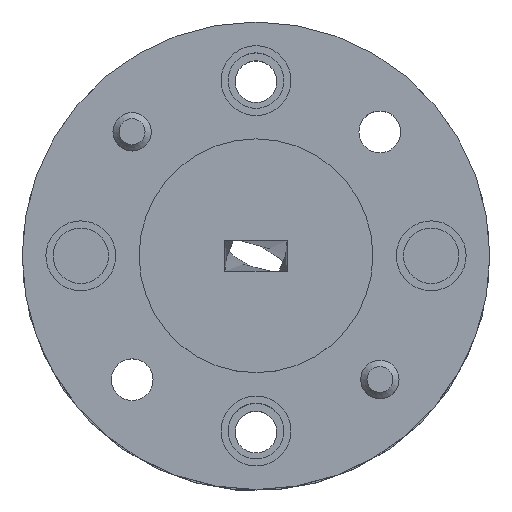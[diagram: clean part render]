
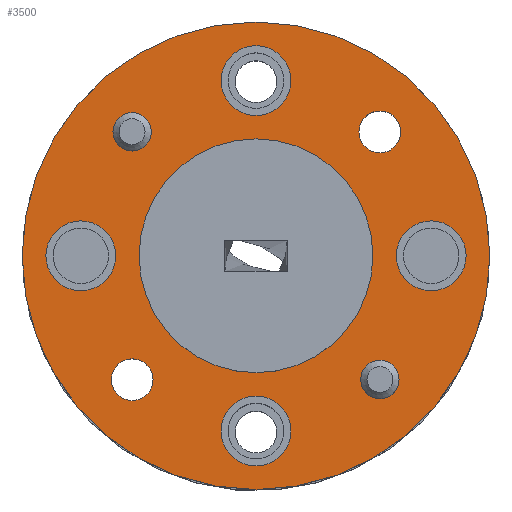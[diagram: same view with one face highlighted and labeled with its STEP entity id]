
A CAD part, top view. The second image highlights one B-rep face of the part: STEP entity #3500.
In plain terms, the highlighted planar face has unit normal (0, 0, 1).
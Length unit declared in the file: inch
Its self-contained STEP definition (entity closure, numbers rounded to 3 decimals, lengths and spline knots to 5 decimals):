
#4 = CIRCLE ( 'NONE', #899, 0.056 ) ;
#7 = CIRCLE ( 'NONE', #1997, 0.1875 ) ;
#39 = DIRECTION ( 'NONE',  ( 0., 0., 1. ) ) ;
#59 = AXIS2_PLACEMENT_3D ( 'NONE', #1353, #3285, #1645 ) ;
#85 = EDGE_LOOP ( 'NONE', ( #1521 ) ) ;
#100 = VERTEX_POINT ( 'NONE', #3101 ) ;
#156 = CARTESIAN_POINT ( 'NONE',  ( 0.22945, -0.1987, 0. ) ) ;
#206 = ORIENTED_EDGE ( 'NONE', *, *, #249, .F. ) ;
#232 = FACE_BOUND ( 'NONE', #1333, .T. ) ;
#249 = EDGE_CURVE ( 'NONE', #3239, #3239, #714, .T. ) ;
#287 = DIRECTION ( 'NONE',  ( 1., 0., 0. ) ) ;
#340 = DIRECTION ( 'NONE',  ( 1., 0., 0. ) ) ;
#428 = VERTEX_POINT ( 'NONE', #156 ) ;
#481 = EDGE_CURVE ( 'NONE', #607, #607, #2383, .T. ) ;
#492 = ORIENTED_EDGE ( 'NONE', *, *, #2258, .F. ) ;
#524 = EDGE_CURVE ( 'NONE', #1496, #1496, #592, .T. ) ;
#539 = CIRCLE ( 'NONE', #1749, 0.056 ) ;
#540 = FACE_BOUND ( 'NONE', #795, .T. ) ;
#592 = CIRCLE ( 'NONE', #1296, 0.375 ) ;
#607 = VERTEX_POINT ( 'NONE', #1702 ) ;
#634 = EDGE_CURVE ( 'NONE', #3120, #3120, #539, .T. ) ;
#647 = CARTESIAN_POINT ( 'NONE',  ( 0.056, -0.281, 0. ) ) ;
#682 = DIRECTION ( 'NONE',  ( 1., 0., 0. ) ) ;
#714 = CIRCLE ( 'NONE', #2310, 0.056 ) ;
#735 = EDGE_CURVE ( 'NONE', #2795, #2795, #2604, .T. ) ;
#795 = EDGE_LOOP ( 'NONE', ( #2786 ) ) ;
#835 = AXIS2_PLACEMENT_3D ( 'NONE', #3405, #3436, #682 ) ;
#891 = CIRCLE ( 'NONE', #835, 0.056 ) ;
#899 = AXIS2_PLACEMENT_3D ( 'NONE', #2466, #39, #1114 ) ;
#966 = CARTESIAN_POINT ( 'NONE',  ( 0.375, 0., 0. ) ) ;
#1029 = DIRECTION ( 'NONE',  ( 0., 0., 1. ) ) ;
#1058 = FACE_BOUND ( 'NONE', #2089, .T. ) ;
#1095 = ORIENTED_EDGE ( 'NONE', *, *, #1783, .F. ) ;
#1098 = DIRECTION ( 'NONE',  ( 1., 0., 0. ) ) ;
#1114 = DIRECTION ( 'NONE',  ( 1., 0., 0. ) ) ;
#1150 = DIRECTION ( 'NONE',  ( 1., 0., 0. ) ) ;
#1243 = CARTESIAN_POINT ( 'NONE',  ( 0.2322, 0.1987, 0. ) ) ;
#1296 = AXIS2_PLACEMENT_3D ( 'NONE', #3178, #1845, #1765 ) ;
#1333 = EDGE_LOOP ( 'NONE', ( #3262 ) ) ;
#1353 = CARTESIAN_POINT ( 'NONE',  ( 0., 0., 0. ) ) ;
#1376 = EDGE_LOOP ( 'NONE', ( #3003 ) ) ;
#1400 = EDGE_CURVE ( 'NONE', #100, #100, #891, .T. ) ;
#1445 = EDGE_LOOP ( 'NONE', ( #2433 ) ) ;
#1496 = VERTEX_POINT ( 'NONE', #966 ) ;
#1514 = VERTEX_POINT ( 'NONE', #2600 ) ;
#1521 = ORIENTED_EDGE ( 'NONE', *, *, #1400, .F. ) ;
#1540 = CARTESIAN_POINT ( 'NONE',  ( 0.1987, 0.1987, 0. ) ) ;
#1623 = EDGE_CURVE ( 'NONE', #2952, #2952, #1755, .T. ) ;
#1630 = EDGE_LOOP ( 'NONE', ( #2471 ) ) ;
#1645 = DIRECTION ( 'NONE',  ( 1., 0., 0. ) ) ;
#1657 = FACE_BOUND ( 'NONE', #1376, .T. ) ;
#1702 = CARTESIAN_POINT ( 'NONE',  ( -0.16795, 0.1987, 0. ) ) ;
#1741 = CARTESIAN_POINT ( 'NONE',  ( -0.1987, 0.1987, 0. ) ) ;
#1749 = AXIS2_PLACEMENT_3D ( 'NONE', #2453, #2950, #1098 ) ;
#1755 = CIRCLE ( 'NONE', #1881, 0.0335 ) ;
#1765 = DIRECTION ( 'NONE',  ( 1., 0., 0. ) ) ;
#1766 = DIRECTION ( 'NONE',  ( 1., 0., 0. ) ) ;
#1769 = CARTESIAN_POINT ( 'NONE',  ( 0.056, 0.281, 0. ) ) ;
#1783 = EDGE_CURVE ( 'NONE', #1514, #1514, #4, .T. ) ;
#1788 = DIRECTION ( 'NONE',  ( 0., 0., 1. ) ) ;
#1812 = EDGE_CURVE ( 'NONE', #428, #428, #2721, .T. ) ;
#1845 = DIRECTION ( 'NONE',  ( 0., 0., 1. ) ) ;
#1881 = AXIS2_PLACEMENT_3D ( 'NONE', #1540, #2085, #2586 ) ;
#1903 = VERTEX_POINT ( 'NONE', #3014 ) ;
#1909 = FACE_OUTER_BOUND ( 'NONE', #1630, .T. ) ;
#1997 = AXIS2_PLACEMENT_3D ( 'NONE', #2728, #1029, #2124 ) ;
#2009 = DIRECTION ( 'NONE',  ( 0., 0., 1. ) ) ;
#2085 = DIRECTION ( 'NONE',  ( 0., 0., 1. ) ) ;
#2089 = EDGE_LOOP ( 'NONE', ( #1095 ) ) ;
#2102 = FACE_BOUND ( 'NONE', #2657, .T. ) ;
#2124 = DIRECTION ( 'NONE',  ( 1., 0., 0. ) ) ;
#2176 = CARTESIAN_POINT ( 'NONE',  ( -0.1987, -0.1987, 0. ) ) ;
#2192 = FACE_BOUND ( 'NONE', #2615, .T. ) ;
#2246 = ORIENTED_EDGE ( 'NONE', *, *, #481, .F. ) ;
#2256 = AXIS2_PLACEMENT_3D ( 'NONE', #1741, #2521, #1150 ) ;
#2258 = EDGE_CURVE ( 'NONE', #1903, #1903, #7, .T. ) ;
#2310 = AXIS2_PLACEMENT_3D ( 'NONE', #2506, #2009, #340 ) ;
#2353 = EDGE_LOOP ( 'NONE', ( #206 ) ) ;
#2383 = CIRCLE ( 'NONE', #2256, 0.03075 ) ;
#2391 = AXIS2_PLACEMENT_3D ( 'NONE', #3350, #1788, #1766 ) ;
#2415 = FACE_BOUND ( 'NONE', #1445, .T. ) ;
#2433 = ORIENTED_EDGE ( 'NONE', *, *, #634, .F. ) ;
#2453 = CARTESIAN_POINT ( 'NONE',  ( 0., 0.281, 0. ) ) ;
#2466 = CARTESIAN_POINT ( 'NONE',  ( -0.281, 0., 0. ) ) ;
#2471 = ORIENTED_EDGE ( 'NONE', *, *, #524, .T. ) ;
#2506 = CARTESIAN_POINT ( 'NONE',  ( 0., -0.281, 0. ) ) ;
#2521 = DIRECTION ( 'NONE',  ( 0., 0., 1. ) ) ;
#2586 = DIRECTION ( 'NONE',  ( 1., 0., 0. ) ) ;
#2600 = CARTESIAN_POINT ( 'NONE',  ( -0.225, 0., 0. ) ) ;
#2604 = CIRCLE ( 'NONE', #2896, 0.0335 ) ;
#2615 = EDGE_LOOP ( 'NONE', ( #492 ) ) ;
#2657 = EDGE_LOOP ( 'NONE', ( #2246 ) ) ;
#2721 = CIRCLE ( 'NONE', #2391, 0.03075 ) ;
#2728 = CARTESIAN_POINT ( 'NONE',  ( 0., 0., 0. ) ) ;
#2786 = ORIENTED_EDGE ( 'NONE', *, *, #735, .F. ) ;
#2795 = VERTEX_POINT ( 'NONE', #2811 ) ;
#2811 = CARTESIAN_POINT ( 'NONE',  ( -0.1652, -0.1987, 0. ) ) ;
#2896 = AXIS2_PLACEMENT_3D ( 'NONE', #2176, #3270, #287 ) ;
#2950 = DIRECTION ( 'NONE',  ( 0., 0., 1. ) ) ;
#2952 = VERTEX_POINT ( 'NONE', #1243 ) ;
#3003 = ORIENTED_EDGE ( 'NONE', *, *, #1623, .F. ) ;
#3014 = CARTESIAN_POINT ( 'NONE',  ( 0.1875, 0., 0. ) ) ;
#3030 = PLANE ( 'NONE',  #59 ) ;
#3101 = CARTESIAN_POINT ( 'NONE',  ( 0.337, 0., 0. ) ) ;
#3120 = VERTEX_POINT ( 'NONE', #1769 ) ;
#3178 = CARTESIAN_POINT ( 'NONE',  ( 0., 0., 0. ) ) ;
#3239 = VERTEX_POINT ( 'NONE', #647 ) ;
#3242 = FACE_BOUND ( 'NONE', #85, .T. ) ;
#3262 = ORIENTED_EDGE ( 'NONE', *, *, #1812, .F. ) ;
#3270 = DIRECTION ( 'NONE',  ( 0., 0., 1. ) ) ;
#3285 = DIRECTION ( 'NONE',  ( 0., 0., 1. ) ) ;
#3350 = CARTESIAN_POINT ( 'NONE',  ( 0.1987, -0.1987, 0. ) ) ;
#3405 = CARTESIAN_POINT ( 'NONE',  ( 0.281, 0., 0. ) ) ;
#3436 = DIRECTION ( 'NONE',  ( 0., 0., 1. ) ) ;
#3499 = FACE_BOUND ( 'NONE', #2353, .T. ) ;
#3500 = ADVANCED_FACE ( 'NONE', ( #232, #2102, #2415, #3499, #1058, #3242, #1657, #540, #2192, #1909 ), #3030, .T. ) ;
